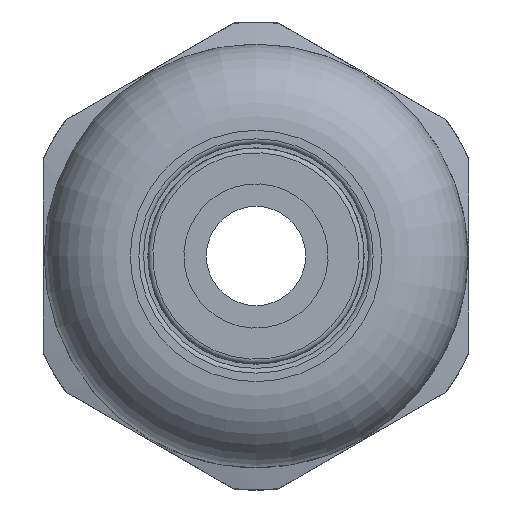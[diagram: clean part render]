
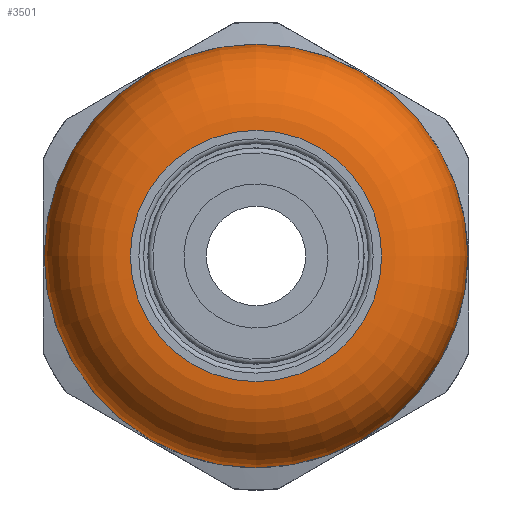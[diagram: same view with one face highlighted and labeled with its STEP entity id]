
A CAD part, left-side view. The second image highlights one B-rep face of the part: STEP entity #3501.
In plain terms, the highlighted toroidal (fillet/blend) face has major radius 5.315 mm and minor radius 3.64 mm.
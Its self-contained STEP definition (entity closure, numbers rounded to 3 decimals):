
#187=TOROIDAL_SURFACE('',#3794,5.315,3.64);
#199=FACE_BOUND('',#1224,.T.);
#261=CIRCLE('',#3793,5.315);
#262=CIRCLE('',#3795,8.955);
#1002=FACE_OUTER_BOUND('',#1223,.T.);
#1223=EDGE_LOOP('',(#2492));
#1224=EDGE_LOOP('',(#2493));
#1508=VERTEX_POINT('',#6847);
#1509=VERTEX_POINT('',#6850);
#1896=EDGE_CURVE('',#1508,#1508,#261,.T.);
#1897=EDGE_CURVE('',#1509,#1509,#262,.T.);
#2492=ORIENTED_EDGE('',*,*,#1896,.T.);
#2493=ORIENTED_EDGE('',*,*,#1897,.F.);
#3501=ADVANCED_FACE('',(#1002,#199),#187,.T.);
#3793=AXIS2_PLACEMENT_3D('',#6848,#4408,#4409);
#3794=AXIS2_PLACEMENT_3D('',#6849,#4410,#4411);
#3795=AXIS2_PLACEMENT_3D('',#6851,#4412,#4413);
#4408=DIRECTION('center_axis',(1.,0.,0.));
#4409=DIRECTION('ref_axis',(0.,0.,-1.));
#4410=DIRECTION('center_axis',(1.,0.,0.));
#4411=DIRECTION('ref_axis',(0.,0.,-1.));
#4412=DIRECTION('center_axis',(1.,0.,0.));
#4413=DIRECTION('ref_axis',(0.,0.,-1.));
#6847=CARTESIAN_POINT('',(-11.57,5.315,0.));
#6848=CARTESIAN_POINT('Origin',(-11.57,0.,0.));
#6849=CARTESIAN_POINT('Origin',(-7.93,0.,0.));
#6850=CARTESIAN_POINT('',(-7.93,8.955,0.));
#6851=CARTESIAN_POINT('Origin',(-7.93,0.,0.));
